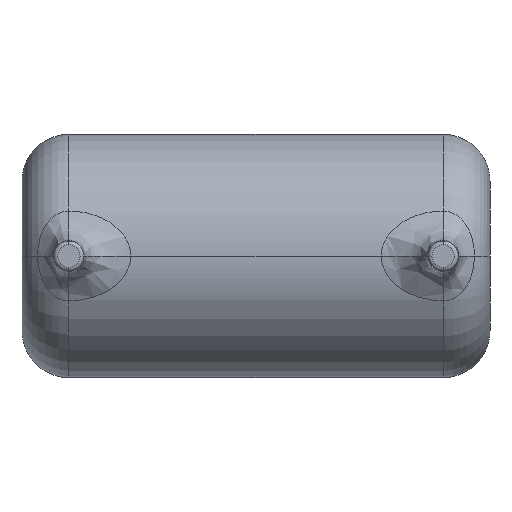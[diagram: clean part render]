
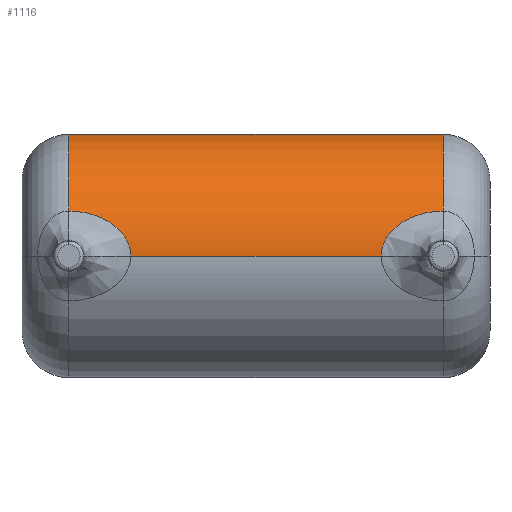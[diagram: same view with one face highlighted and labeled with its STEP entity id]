
A CAD part, front view. The second image highlights one B-rep face of the part: STEP entity #1116.
In plain terms, the highlighted cylindrical face has radius 3.25 mm (diameter 6.5 mm), a partial arc.
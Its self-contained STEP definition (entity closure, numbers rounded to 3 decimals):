
#5 = VERTEX_POINT ( 'NONE', #1333 ) ;
#11 = CARTESIAN_POINT ( 'NONE',  ( -4.081, 1.659, 1.008 ) ) ;
#33 = CARTESIAN_POINT ( 'NONE',  ( 3.622, 1.569, 0.685 ) ) ;
#106 = CARTESIAN_POINT ( 'NONE',  ( -4.62, 1.72, 1.175 ) ) ;
#109 = CARTESIAN_POINT ( 'NONE',  ( 5., 1.729, 1.199 ) ) ;
#126 = EDGE_CURVE ( 'NONE', #929, #903, #521, .T. ) ;
#135 = CARTESIAN_POINT ( 'NONE',  ( 3.345, 1.5, 0.096 ) ) ;
#138 = CARTESIAN_POINT ( 'NONE',  ( -3.622, 1.569, 0.685 ) ) ;
#147 = CARTESIAN_POINT ( 'NONE',  ( 0., 4.75, 0. ) ) ;
#150 = CARTESIAN_POINT ( 'NONE',  ( 3.765, 1.601, 0.812 ) ) ;
#160 = CARTESIAN_POINT ( 'NONE',  ( 3.361, 1.504, 0.189 ) ) ;
#165 = CARTESIAN_POINT ( 'NONE',  ( -5., 4.75, 3.25 ) ) ;
#179 = AXIS2_PLACEMENT_3D ( 'NONE', #1636, #638, #469 ) ;
#203 = AXIS2_PLACEMENT_3D ( 'NONE', #1557, #1293, #1185 ) ;
#230 = CARTESIAN_POINT ( 'NONE',  ( -3.345, 1.5, 0.096 ) ) ;
#280 = CARTESIAN_POINT ( 'NONE',  ( 3.421, 1.52, 0.369 ) ) ;
#350 = VERTEX_POINT ( 'NONE', #1223 ) ;
#357 = CARTESIAN_POINT ( 'NONE',  ( -3.421, 1.52, 0.369 ) ) ;
#359 = ORIENTED_EDGE ( 'NONE', *, *, #484, .T. ) ;
#393 = DIRECTION ( 'NONE',  ( -1., 0., 0. ) ) ;
#405 = CARTESIAN_POINT ( 'NONE',  ( 6.25, 4.75, 3.25 ) ) ;
#407 = EDGE_CURVE ( 'NONE', #903, #1595, #938, .T. ) ;
#414 = CARTESIAN_POINT ( 'NONE',  ( 3.464, 1.531, 0.455 ) ) ;
#427 = CARTESIAN_POINT ( 'NONE',  ( 0., 1.5, 0. ) ) ;
#428 = AXIS2_PLACEMENT_3D ( 'NONE', #147, #393, #486 ) ;
#469 = DIRECTION ( 'NONE',  ( 0., 0., 1. ) ) ;
#484 = EDGE_CURVE ( 'NONE', #350, #727, #872, .T. ) ;
#486 = DIRECTION ( 'NONE',  ( 0., -1., 0. ) ) ;
#521 = B_SPLINE_CURVE_WITH_KNOTS ( 'NONE', 3,
 ( #1492, #230, #633, #357, #879, #138, #653, #11, #1374, #106, #626, #1258 ),
 .UNSPECIFIED., .F., .F.,
 ( 4, 2, 2, 2, 2, 4 ),
 ( 0., 0., 0.001, 0.001, 0.002, 0.002 ),
 .UNSPECIFIED. ) ;
#542 = CARTESIAN_POINT ( 'NONE',  ( 3.345, 1.5, 0. ) ) ;
#572 = ORIENTED_EDGE ( 'NONE', *, *, #407, .F. ) ;
#626 = CARTESIAN_POINT ( 'NONE',  ( -4.81, 1.729, 1.199 ) ) ;
#633 = CARTESIAN_POINT ( 'NONE',  ( -3.361, 1.504, 0.189 ) ) ;
#638 = DIRECTION ( 'NONE',  ( -1., 0., 0. ) ) ;
#653 = CARTESIAN_POINT ( 'NONE',  ( -3.765, 1.601, 0.812 ) ) ;
#675 = CARTESIAN_POINT ( 'NONE',  ( -5., 1.729, 1.199 ) ) ;
#676 = CARTESIAN_POINT ( 'NONE',  ( 5., 1.729, 1.199 ) ) ;
#727 = VERTEX_POINT ( 'NONE', #109 ) ;
#782 = CARTESIAN_POINT ( 'NONE',  ( 4.81, 1.729, 1.199 ) ) ;
#801 = CARTESIAN_POINT ( 'NONE',  ( 4.257, 1.684, 1.08 ) ) ;
#863 = VECTOR ( 'NONE', #1034, 1000. ) ;
#871 = EDGE_LOOP ( 'NONE', ( #1511, #359, #1127, #1491, #572, #1096 ) ) ;
#872 = B_SPLINE_CURVE_WITH_KNOTS ( 'NONE', 3,
 ( #542, #135, #160, #280, #414, #33, #150, #1047, #801, #922, #782, #676 ),
 .UNSPECIFIED., .F., .F.,
 ( 4, 2, 2, 2, 2, 4 ),
 ( 0., 0., 0.001, 0.001, 0.002, 0.002 ),
 .UNSPECIFIED. ) ;
#879 = CARTESIAN_POINT ( 'NONE',  ( -3.464, 1.531, 0.455 ) ) ;
#884 = EDGE_CURVE ( 'NONE', #1595, #5, #1527, .T. ) ;
#903 = VERTEX_POINT ( 'NONE', #675 ) ;
#919 = CIRCLE ( 'NONE', #203, 3.25 ) ;
#922 = CARTESIAN_POINT ( 'NONE',  ( 4.62, 1.72, 1.175 ) ) ;
#929 = VERTEX_POINT ( 'NONE', #1220 ) ;
#938 = CIRCLE ( 'NONE', #179, 3.25 ) ;
#988 = FACE_OUTER_BOUND ( 'NONE', #871, .T. ) ;
#1003 = EDGE_CURVE ( 'NONE', #350, #929, #1092, .T. ) ;
#1034 = DIRECTION ( 'NONE',  ( 1., 0., 0. ) ) ;
#1047 = CARTESIAN_POINT ( 'NONE',  ( 4.081, 1.659, 1.008 ) ) ;
#1092 = LINE ( 'NONE', #427, #1528 ) ;
#1096 = ORIENTED_EDGE ( 'NONE', *, *, #126, .F. ) ;
#1116 = ADVANCED_FACE ( 'NONE', ( #988 ), #1406, .T. ) ;
#1127 = ORIENTED_EDGE ( 'NONE', *, *, #1221, .T. ) ;
#1185 = DIRECTION ( 'NONE',  ( 0., 0., 1. ) ) ;
#1212 = DIRECTION ( 'NONE',  ( -1., 0., 0. ) ) ;
#1220 = CARTESIAN_POINT ( 'NONE',  ( -3.345, 1.5, 0. ) ) ;
#1221 = EDGE_CURVE ( 'NONE', #727, #5, #919, .T. ) ;
#1223 = CARTESIAN_POINT ( 'NONE',  ( 3.345, 1.5, 0. ) ) ;
#1258 = CARTESIAN_POINT ( 'NONE',  ( -5., 1.729, 1.199 ) ) ;
#1293 = DIRECTION ( 'NONE',  ( -1., 0., 0. ) ) ;
#1333 = CARTESIAN_POINT ( 'NONE',  ( 5., 4.75, 3.25 ) ) ;
#1374 = CARTESIAN_POINT ( 'NONE',  ( -4.257, 1.684, 1.08 ) ) ;
#1406 = CYLINDRICAL_SURFACE ( 'NONE', #428, 3.25 ) ;
#1491 = ORIENTED_EDGE ( 'NONE', *, *, #884, .F. ) ;
#1492 = CARTESIAN_POINT ( 'NONE',  ( -3.345, 1.5, 0. ) ) ;
#1511 = ORIENTED_EDGE ( 'NONE', *, *, #1003, .F. ) ;
#1527 = LINE ( 'NONE', #405, #863 ) ;
#1528 = VECTOR ( 'NONE', #1212, 1000. ) ;
#1557 = CARTESIAN_POINT ( 'NONE',  ( 5., 4.75, 0. ) ) ;
#1595 = VERTEX_POINT ( 'NONE', #165 ) ;
#1636 = CARTESIAN_POINT ( 'NONE',  ( -5., 4.75, 0. ) ) ;
